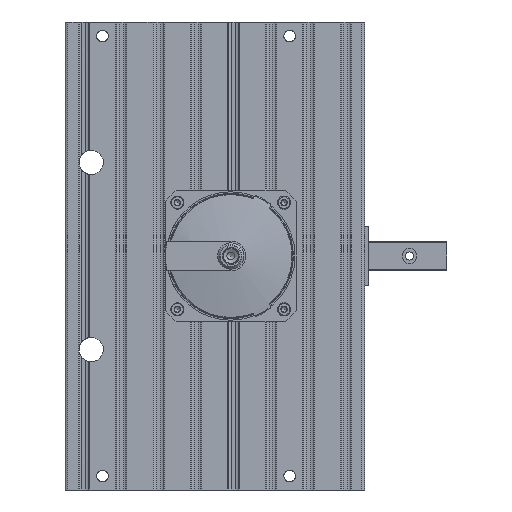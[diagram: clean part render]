
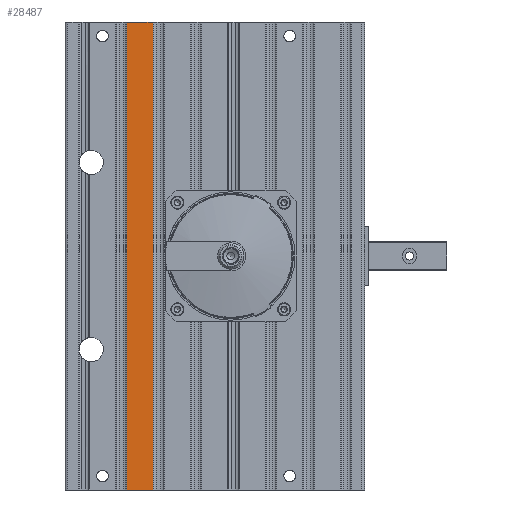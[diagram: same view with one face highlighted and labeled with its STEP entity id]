
A CAD part, left-side view. The second image highlights one B-rep face of the part: STEP entity #28487.
In plain terms, the highlighted planar face has unit normal (-1, 0, 0).
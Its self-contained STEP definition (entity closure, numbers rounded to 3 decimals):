
#818=PLANE('',#30956);
#4168=ORIENTED_EDGE('',*,*,#12122,.T.);
#4169=ORIENTED_EDGE('',*,*,#12123,.F.);
#4170=ORIENTED_EDGE('',*,*,#12124,.F.);
#4171=ORIENTED_EDGE('',*,*,#12120,.T.);
#12120=EDGE_CURVE('',#16023,#16022,#18703,.T.);
#12122=EDGE_CURVE('',#16022,#16024,#18704,.T.);
#12123=EDGE_CURVE('',#16025,#16024,#18705,.T.);
#12124=EDGE_CURVE('',#16023,#16025,#18706,.T.);
#16022=VERTEX_POINT('',#44681);
#16023=VERTEX_POINT('',#44683);
#16024=VERTEX_POINT('',#44687);
#16025=VERTEX_POINT('',#44689);
#18703=LINE('',#44682,#20979);
#18704=LINE('',#44686,#20980);
#18705=LINE('',#44688,#20981);
#18706=LINE('',#44690,#20982);
#20979=VECTOR('',#34932,1000.);
#20980=VECTOR('',#34937,1000.);
#20981=VECTOR('',#34938,1000.);
#20982=VECTOR('',#34939,1000.);
#23098=EDGE_LOOP('',(#4168,#4169,#4170,#4171));
#25490=FACE_BOUND('',#23098,.T.);
#28487=ADVANCED_FACE('',(#25490),#818,.F.);
#30956=AXIS2_PLACEMENT_3D('',#44685,#34935,#34936);
#34932=DIRECTION('',(0.,0.,-1.));
#34935=DIRECTION('',(1.,0.,0.));
#34936=DIRECTION('',(0.,1.,0.));
#34937=DIRECTION('',(0.,-1.,0.));
#34938=DIRECTION('',(0.,0.,-1.));
#34939=DIRECTION('',(0.,-1.,0.));
#44681=CARTESIAN_POINT('',(0.,47.,-125.));
#44682=CARTESIAN_POINT('',(0.,47.,125.));
#44683=CARTESIAN_POINT('',(0.,47.,125.));
#44685=CARTESIAN_POINT('',(0.,47.,125.));
#44686=CARTESIAN_POINT('',(0.,47.,-125.));
#44687=CARTESIAN_POINT('',(0.,33.,-125.));
#44688=CARTESIAN_POINT('',(0.,33.,125.));
#44689=CARTESIAN_POINT('',(0.,33.,125.));
#44690=CARTESIAN_POINT('',(0.,47.,125.));
